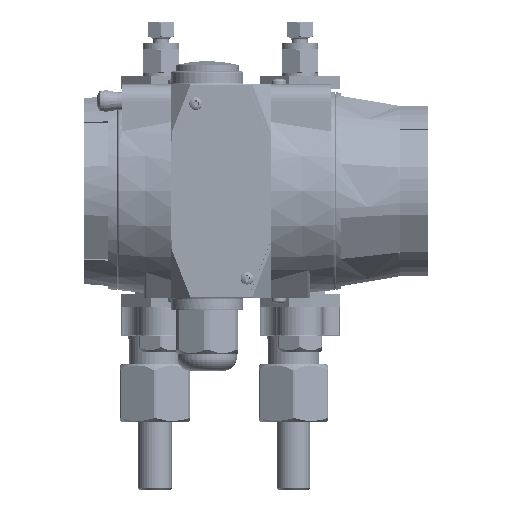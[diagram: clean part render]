
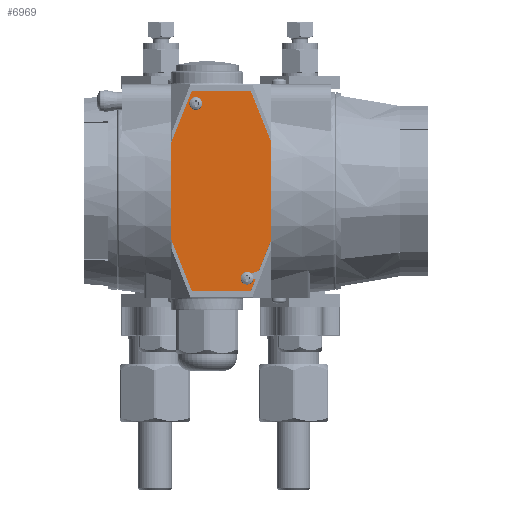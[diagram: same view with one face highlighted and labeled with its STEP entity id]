
A CAD part, top view. The second image highlights one B-rep face of the part: STEP entity #6969.
In plain terms, the highlighted planar face has unit normal (0, 0, 1).
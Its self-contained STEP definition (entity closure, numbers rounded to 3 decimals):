
#6969=ADVANCED_FACE('',(#29455,#29457),#29459,.T.);
#29455=FACE_BOUND('',#29456,.T.);
#29456=EDGE_LOOP('',(#41768,#41769,#41770,#41771,#41772,#41773,#41774,#41775,#41776,
#41777,#41778,#41779,#41780,#41781));
#29457=FACE_BOUND('',#29458,.T.);
#29458=EDGE_LOOP('',(#41782));
#29459=PLANE('',#29460);
#29460=AXIS2_PLACEMENT_3D('',#29461,#29462,#29463);
#29461=CARTESIAN_POINT('',(0.,0.,0.5));
#29462=DIRECTION('',(0.,0.,1.));
#29463=DIRECTION('',(-1.,0.,0.));
#41768=ORIENTED_EDGE('',*,*,#47808,.F.);
#41769=ORIENTED_EDGE('',*,*,#47809,.T.);
#41770=ORIENTED_EDGE('',*,*,#47810,.T.);
#41771=ORIENTED_EDGE('',*,*,#47811,.T.);
#41772=ORIENTED_EDGE('',*,*,#47812,.T.);
#41773=ORIENTED_EDGE('',*,*,#47813,.T.);
#41774=ORIENTED_EDGE('',*,*,#47814,.T.);
#41775=ORIENTED_EDGE('',*,*,#47815,.T.);
#41776=ORIENTED_EDGE('',*,*,#47816,.T.);
#41777=ORIENTED_EDGE('',*,*,#47817,.T.);
#41778=ORIENTED_EDGE('',*,*,#47818,.T.);
#41779=ORIENTED_EDGE('',*,*,#47819,.F.);
#41780=ORIENTED_EDGE('',*,*,#47820,.T.);
#41781=ORIENTED_EDGE('',*,*,#47821,.T.);
#41782=ORIENTED_EDGE('',*,*,#47822,.T.);
#47808=EDGE_CURVE('',#55097,#55098,#55099,.F.);
#47809=EDGE_CURVE('',#55097,#55100,#55101,.F.);
#47810=EDGE_CURVE('',#55100,#55102,#55103,.T.);
#47811=EDGE_CURVE('',#55102,#55104,#55105,.T.);
#47812=EDGE_CURVE('',#55104,#55106,#55107,.T.);
#47813=EDGE_CURVE('',#55106,#55108,#55109,.T.);
#47814=EDGE_CURVE('',#55108,#55110,#55111,.T.);
#47815=EDGE_CURVE('',#55110,#55112,#55113,.T.);
#47816=EDGE_CURVE('',#55112,#55114,#55115,.T.);
#47817=EDGE_CURVE('',#55114,#55116,#55117,.T.);
#47818=EDGE_CURVE('',#55116,#55118,#55119,.T.);
#47819=EDGE_CURVE('',#55120,#55118,#55121,.F.);
#47820=EDGE_CURVE('',#55120,#55122,#55123,.F.);
#47821=EDGE_CURVE('',#55122,#55098,#55124,.F.);
#47822=EDGE_CURVE('',#55125,#55125,#55126,.F.);
#55097=VERTEX_POINT('',#78085);
#55098=VERTEX_POINT('',#78086);
#55099=CIRCLE('',#78087,0.1);
#55100=VERTEX_POINT('',#78091);
#55101=LINE('',#78092,#78093);
#55102=VERTEX_POINT('',#78095);
#55103=LINE('',#78096,#78097);
#55104=VERTEX_POINT('',#78099);
#55105=LINE('',#78100,#78101);
#55106=VERTEX_POINT('',#78103);
#55107=LINE('',#78104,#78105);
#55108=VERTEX_POINT('',#78107);
#55109=LINE('',#78108,#78109);
#55110=VERTEX_POINT('',#78111);
#55111=LINE('',#78112,#78113);
#55112=VERTEX_POINT('',#78115);
#55113=LINE('',#78116,#78117);
#55114=VERTEX_POINT('',#78119);
#55115=LINE('',#78120,#78121);
#55116=VERTEX_POINT('',#78123);
#55117=LINE('',#78124,#78125);
#55118=VERTEX_POINT('',#78127);
#55119=LINE('',#78128,#78129);
#55120=VERTEX_POINT('',#78131);
#55121=CIRCLE('',#78132,0.05);
#55122=VERTEX_POINT('',#78136);
#55123=LINE('',#78137,#78138);
#55124=CIRCLE('',#78140,1.5);
#55125=VERTEX_POINT('',#78144);
#55126=CIRCLE('',#78145,1.5);
#78085=CARTESIAN_POINT('',(72.242,-10.823,0.5));
#78086=CARTESIAN_POINT('',(72.392,-10.871,0.5));
#78087=AXIS2_PLACEMENT_3D('',#78088,#78089,#78090);
#78088=CARTESIAN_POINT('',(72.336,-10.789,0.5));
#78089=DIRECTION('',(0.,0.,-1.));
#78090=DIRECTION('',(0.565,-0.825,0.));
#78091=CARTESIAN_POINT('',(70.081,-4.886,0.5));
#78092=CARTESIAN_POINT('',(70.081,-4.886,0.5));
#78093=VECTOR('',#78094,1.);
#78094=DIRECTION('',(0.342,-0.94,0.));
#78095=CARTESIAN_POINT('',(57.99,-0.05,0.5));
#78096=CARTESIAN_POINT('',(70.081,-4.886,0.5));
#78097=VECTOR('',#78098,1.);
#78098=DIRECTION('',(-0.928,0.371,0.));
#78099=CARTESIAN_POINT('',(20.01,-0.05,0.5));
#78100=CARTESIAN_POINT('',(57.99,-0.05,0.5));
#78101=VECTOR('',#78102,1.);
#78102=DIRECTION('',(-1.,0.,0.));
#78103=CARTESIAN_POINT('',(0.05,-8.034,0.5));
#78104=CARTESIAN_POINT('',(20.01,-0.05,0.5));
#78105=VECTOR('',#78106,1.);
#78106=DIRECTION('',(-0.928,-0.371,0.));
#78107=CARTESIAN_POINT('',(0.05,-30.966,0.5));
#78108=CARTESIAN_POINT('',(0.05,-8.034,0.5));
#78109=VECTOR('',#78110,1.);
#78110=DIRECTION('',(0.,-1.,0.));
#78111=CARTESIAN_POINT('',(20.01,-38.95,0.5));
#78112=CARTESIAN_POINT('',(0.05,-30.966,0.5));
#78113=VECTOR('',#78114,1.);
#78114=DIRECTION('',(0.928,-0.371,0.));
#78115=CARTESIAN_POINT('',(57.99,-38.95,0.5));
#78116=CARTESIAN_POINT('',(20.01,-38.95,0.5));
#78117=VECTOR('',#78118,1.);
#78118=DIRECTION('',(1.,0.,0.));
#78119=CARTESIAN_POINT('',(77.95,-30.966,0.5));
#78120=CARTESIAN_POINT('',(57.99,-38.95,0.5));
#78121=VECTOR('',#78122,1.);
#78122=DIRECTION('',(0.928,0.371,0.));
#78123=CARTESIAN_POINT('',(77.95,-8.034,0.5));
#78124=CARTESIAN_POINT('',(77.95,-30.966,0.5));
#78125=VECTOR('',#78126,1.);
#78126=DIRECTION('',(0.,1.,0.));
#78127=CARTESIAN_POINT('',(73.188,-6.129,0.5));
#78128=CARTESIAN_POINT('',(77.95,-8.034,0.5));
#78129=VECTOR('',#78130,1.);
#78130=DIRECTION('',(-0.928,0.371,0.));
#78131=CARTESIAN_POINT('',(73.188,-6.165,0.5));
#78132=AXIS2_PLACEMENT_3D('',#78133,#78134,#78135);
#78133=CARTESIAN_POINT('',(73.235,-6.148,0.5));
#78134=DIRECTION('',(0.,0.,1.));
#78135=DIRECTION('',(-0.928,0.371,0.));
#78136=CARTESIAN_POINT('',(74.483,-9.724,0.5));
#78137=CARTESIAN_POINT('',(74.483,-9.724,0.5));
#78138=VECTOR('',#78139,1.);
#78139=DIRECTION('',(-0.342,0.94,0.));
#78140=AXIS2_PLACEMENT_3D('',#78141,#78142,#78143);
#78141=CARTESIAN_POINT('',(73.,-9.5,0.5));
#78142=DIRECTION('',(0.,0.,1.));
#78143=DIRECTION('',(-0.405,-0.914,0.));
#78144=CARTESIAN_POINT('',(3.5,-29.5,0.5));
#78145=AXIS2_PLACEMENT_3D('',#78146,#78147,#78148);
#78146=CARTESIAN_POINT('',(5.,-29.5,0.5));
#78147=DIRECTION('',(0.,0.,1.));
#78148=DIRECTION('',(-1.,0.,0.));
